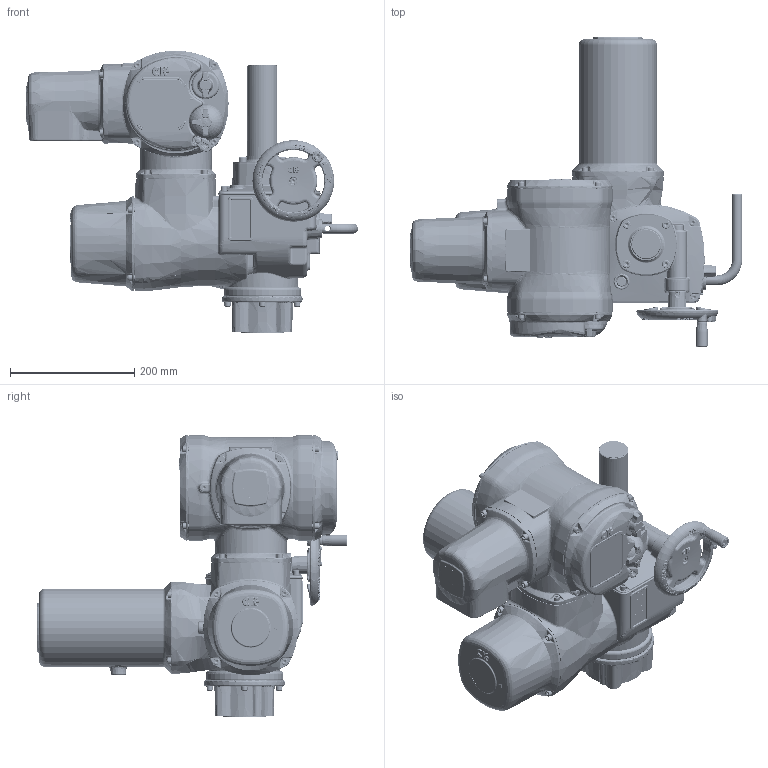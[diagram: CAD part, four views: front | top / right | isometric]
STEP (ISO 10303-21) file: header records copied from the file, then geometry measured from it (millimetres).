
FILE_DESCRIPTION(/* description */ ('Unknown'),/* implementation_level */ '2;1');
FILE_NAME(/* name */ 'A800N0CA00X-1',/* time_stamp */ '2019-08-30T17:41:50+05:00',/* author */ ('Unknown'),/* organization */ ('Unknown'),/* preprocessor_version */ 'ST-DEVELOPER v16.7',/* originating_system */ 'DEX',/* authorisation */ $);
FILE_SCHEMA (('AUTOMOTIVE_DESIGN {1 0 10303 214 3 1 1}'));
Length unit declared in the file: millimetre
Products named in the file (1): A800N0CA00
Bounding box: 535.45 x 499.65 x 455.8 mm (x, y, z)
Volume: 29085.4 mm3; surface area: 895015.5 mm2
Topology: 64 solids, 67 shells, 13124 faces, 32233 edges, 19437 vertices
Faces by surface type: plane 4447, bspline 3780, cylinder 2837, torus 993, cone 819, sphere 248
Full cylindrical faces by diameter (mm): 0.65 x1, 1.152 x1, 1.3 x6, 2.387 x4, 3.2 x6, 3.242 x21, 4.4 x4, 4.5 x6, 4.917 x34, 5 x2, 5.2 x2, 5.5 x4, 6 x17, 6.5 x12, 6.6 x4, 7 x8, 8 x5, 8.2 x1, 8.376 x8, 8.4 x1, 9 x8, 10 x34, 10.22 x4, 10.8 x8, 11 x2, 11.92 x1, 12 x2, 13 x10, 13.5 x1, 14 x1
Entity records: 583924 total; most frequent: CARTESIAN_POINT 219013, ORIENTED_EDGE 61716, DIRECTION 46969, EDGE_CURVE 30858, VERTEX_POINT 19131, AXIS2_PLACEMENT_3D 17251, FACE_BOUND 14553, EDGE_LOOP 14471
